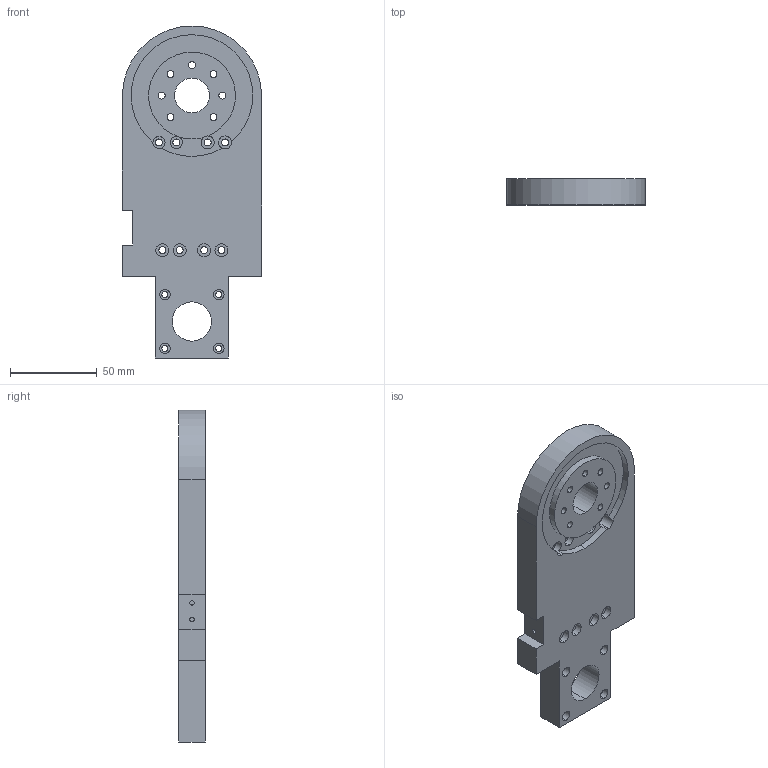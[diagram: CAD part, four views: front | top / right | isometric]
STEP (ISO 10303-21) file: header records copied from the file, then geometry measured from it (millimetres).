
FILE_DESCRIPTION (( 'STEP AP203' ), '1' );
FILE_NAME ('main_joint.STEP', '2025-11-09T13:12:53', ( '' ), ( '' ), 'SwSTEP 2.0', 'SolidWorks 2024', '' );
FILE_SCHEMA (( 'CONFIG_CONTROL_DESIGN' ));
Length unit declared in the file: millimetre
Products named in the file (1): main_joint
Bounding box: 80 x 15 x 191 mm (x, y, z)
Volume: 156968.9 mm3; surface area: 39697.8 mm2
Topology: 1 solids, 1 shells, 138 faces, 346 edges, 230 vertices
Faces by surface type: cylinder 91, plane 47
Entity records: 4385 total; most frequent: DIRECTION 814, CARTESIAN_POINT 715, ORIENTED_EDGE 692, EDGE_CURVE 346, AXIS2_PLACEMENT_3D 329, VERTEX_POINT 230, EDGE_LOOP 200, CIRCLE 190
